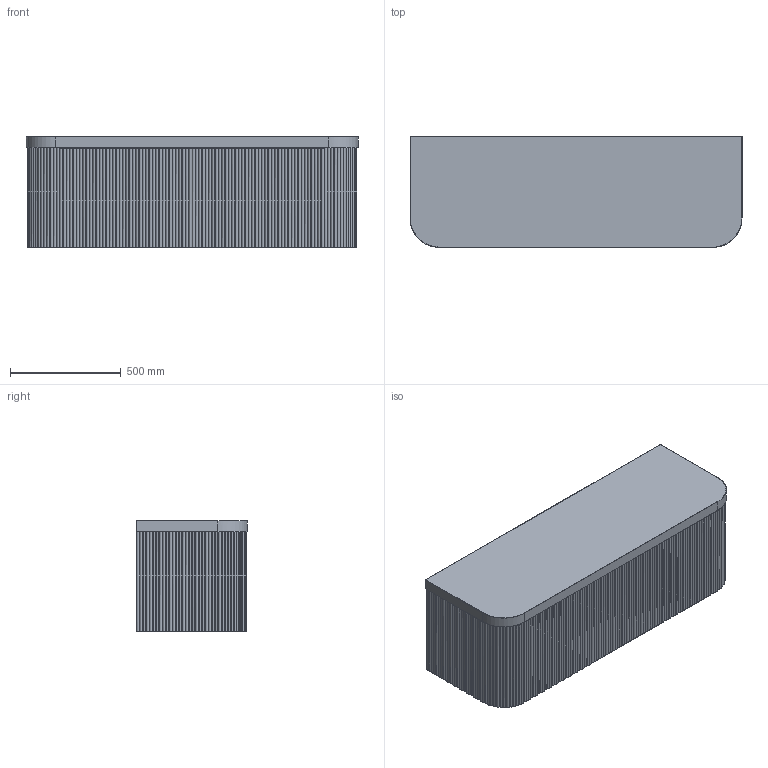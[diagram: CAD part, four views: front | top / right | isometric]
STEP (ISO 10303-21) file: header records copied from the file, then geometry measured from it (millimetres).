
FILE_DESCRIPTION(/* description */ (''),/* implementation_level */ '2;1');
FILE_NAME(/* name */ 'Kado Neue Fluted Double Curve 1500 (50MM)',/* time_stamp */ '2025-07-09T15:05:46+10:00',/* author */ (''),/* organization */ (''),/* preprocessor_version */ 'ST-DEVELOPER v16.5',/* originating_system */ '',/* authorisation */ '');
FILE_SCHEMA (('AUTOMOTIVE_DESIGN'));
Length unit declared in the file: millimetre
Products named in the file (11): Document; Kado Neue Fluted Double Curve 1500 (50MM); Kado Neue Fluted Double Curve ALL BENCHTOPS1112; Kado Neue Fluted Double Curve Benchtop (50MM) ALL9; Kado Neue Fluted Double Curve 1500 Benchtop (50MM); Kado Neue Fluted Double Curve ALL13; Kado Neue Fluted Double Curve 150010; Kado Neue Fluted End4; Kado Neue Fluted Panel 5958; Kado Neue Fluted Panel 5957; Kado Neue Fluted Carcass 15002
Assembly tree (12 placements, depth 6):
  Document
    Kado Neue Fluted Double Curve 1500 (50MM)
      Kado Neue Fluted Double Curve ALL BENCHTOPS1112
        Kado Neue Fluted Double Curve Benchtop (50MM) ALL9
          Kado Neue Fluted Double Curve 1500 Benchtop (50MM)
      Kado Neue Fluted Double Curve ALL13
        Kado Neue Fluted Double Curve 150010
          Kado Neue Fluted End4  x2
          Kado Neue Fluted Panel 5958  x2
            Kado Neue Fluted Panel 5957
          Kado Neue Fluted Carcass 15002
Bounding box: 1499 x 500.05 x 500 mm (x, y, z)
Volume: 106357833.1 mm3; surface area: 8970283.9 mm2
Topology: 12 solids, 12 shells, 744 faces, 2143 edges, 1422 vertices
Faces by surface type: cylinder 501, plane 237, bspline 6
Entity records: 12336 total; most frequent: CARTESIAN_POINT 4687, ORIENTED_EDGE 2266, EDGE_CURVE 1133, VERTEX_POINT 750, B_SPLINE_CURVE_WITH_KNOTS 617, DIRECTION 450, AXIS2_PLACEMENT_3D 423, EDGE_LOOP 403
